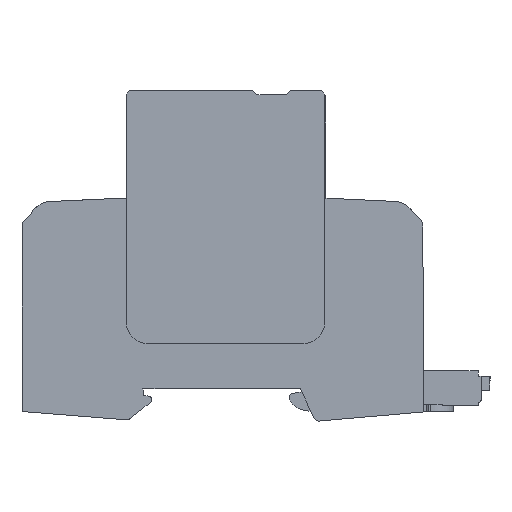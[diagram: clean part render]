
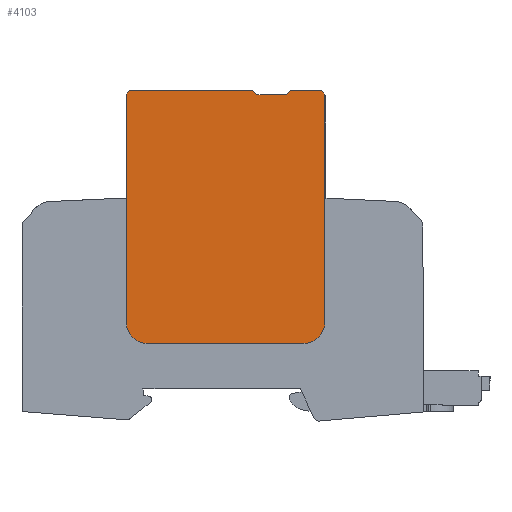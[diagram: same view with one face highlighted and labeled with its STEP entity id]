
A CAD part, left-side view. The second image highlights one B-rep face of the part: STEP entity #4103.
In plain terms, the highlighted planar face has unit normal (-1, 0, 0).
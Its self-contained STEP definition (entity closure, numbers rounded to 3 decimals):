
#906=AXIS2_PLACEMENT_3D('Circle Axis2P3D',#904,#905,$) ;
#920=AXIS2_PLACEMENT_3D('Circle Axis2P3D',#918,#919,$) ;
#967=AXIS2_PLACEMENT_3D('Circle Axis2P3D',#965,#966,$) ;
#974=AXIS2_PLACEMENT_3D('Circle Axis2P3D',#972,#973,$) ;
#4029=AXIS2_PLACEMENT_3D('Plane Axis2P3D',#4026,#4027,#4028) ;
#872=CARTESIAN_POINT('Line Origine',(0.25,37.101,36.272)) ;
#876=CARTESIAN_POINT('Vertex',(0.25,37.101,22.416)) ;
#878=CARTESIAN_POINT('Vertex',(0.25,37.101,50.127)) ;
#904=CARTESIAN_POINT('Axis2P3D Location',(0.25,42.101,22.416)) ;
#908=CARTESIAN_POINT('Vertex',(0.25,42.101,17.416)) ;
#910=CARTESIAN_POINT('Vertex',(0.25,38.101,19.416)) ;
#918=CARTESIAN_POINT('Axis2P3D Location',(0.25,42.101,22.416)) ;
#938=CARTESIAN_POINT('Line Origine',(0.25,59.457,17.416)) ;
#942=CARTESIAN_POINT('Vertex',(0.25,76.812,17.416)) ;
#965=CARTESIAN_POINT('Axis2P3D Location',(0.25,76.812,22.416)) ;
#969=CARTESIAN_POINT('Vertex',(0.25,80.812,19.416)) ;
#972=CARTESIAN_POINT('Axis2P3D Location',(0.25,76.812,22.416)) ;
#976=CARTESIAN_POINT('Vertex',(0.25,81.812,22.416)) ;
#1003=CARTESIAN_POINT('Vertex',(0.25,81.812,50.152)) ;
#1006=CARTESIAN_POINT('Line Origine',(0.25,81.812,36.284)) ;
#3012=CARTESIAN_POINT('Vertex',(0.25,37.101,73.536)) ;
#3015=CARTESIAN_POINT('Line Origine',(0.25,37.101,61.832)) ;
#4026=CARTESIAN_POINT('Axis2P3D Location',(0.25,59.812,7.416)) ;
#4031=CARTESIAN_POINT('Line Origine',(0.25,37.451,73.886)) ;
#4035=CARTESIAN_POINT('Vertex',(0.25,37.801,74.236)) ;
#4038=CARTESIAN_POINT('Line Origine',(0.25,41.301,74.236)) ;
#4042=CARTESIAN_POINT('Vertex',(0.25,44.8,74.236)) ;
#4045=CARTESIAN_POINT('Line Origine',(0.25,45.251,73.786)) ;
#4049=CARTESIAN_POINT('Vertex',(0.25,45.701,73.335)) ;
#4052=CARTESIAN_POINT('Line Origine',(0.25,49.051,73.335)) ;
#4056=CARTESIAN_POINT('Vertex',(0.25,52.401,73.335)) ;
#4059=CARTESIAN_POINT('Line Origine',(0.25,52.852,73.786)) ;
#4063=CARTESIAN_POINT('Vertex',(0.25,53.302,74.236)) ;
#4066=CARTESIAN_POINT('Line Origine',(0.25,67.207,74.236)) ;
#4070=CARTESIAN_POINT('Vertex',(0.25,81.112,74.236)) ;
#4073=CARTESIAN_POINT('Line Origine',(0.25,81.462,73.886)) ;
#4077=CARTESIAN_POINT('Vertex',(0.25,81.812,73.536)) ;
#4080=CARTESIAN_POINT('Line Origine',(0.25,81.812,61.844)) ;
#873=DIRECTION('Vector Direction',(0.,0.,-1.)) ;
#905=DIRECTION('Axis2P3D Direction',(-1.,0.,0.)) ;
#919=DIRECTION('Axis2P3D Direction',(-1.,0.,0.)) ;
#939=DIRECTION('Vector Direction',(0.,1.,0.)) ;
#966=DIRECTION('Axis2P3D Direction',(-1.,0.,0.)) ;
#973=DIRECTION('Axis2P3D Direction',(-1.,0.,0.)) ;
#1007=DIRECTION('Vector Direction',(0.,0.,1.)) ;
#3016=DIRECTION('Vector Direction',(0.,0.,1.)) ;
#4027=DIRECTION('Axis2P3D Direction',(-1.,0.,0.)) ;
#4028=DIRECTION('Axis2P3D XDirection',(0.,-1.,0.)) ;
#4032=DIRECTION('Vector Direction',(0.,0.707,0.707)) ;
#4039=DIRECTION('Vector Direction',(0.,-1.,0.)) ;
#4046=DIRECTION('Vector Direction',(0.,0.707,-0.707)) ;
#4053=DIRECTION('Vector Direction',(0.,1.,0.)) ;
#4060=DIRECTION('Vector Direction',(0.,0.707,0.707)) ;
#4067=DIRECTION('Vector Direction',(0.,-1.,0.)) ;
#4074=DIRECTION('Vector Direction',(0.,0.707,-0.707)) ;
#4081=DIRECTION('Vector Direction',(0.,0.,-1.)) ;
#874=VECTOR('Line Direction',#873,1.) ;
#940=VECTOR('Line Direction',#939,1.) ;
#1008=VECTOR('Line Direction',#1007,1.) ;
#3017=VECTOR('Line Direction',#3016,1.) ;
#4033=VECTOR('Line Direction',#4032,1.) ;
#4040=VECTOR('Line Direction',#4039,1.) ;
#4047=VECTOR('Line Direction',#4046,1.) ;
#4054=VECTOR('Line Direction',#4053,1.) ;
#4061=VECTOR('Line Direction',#4060,1.) ;
#4068=VECTOR('Line Direction',#4067,1.) ;
#4075=VECTOR('Line Direction',#4074,1.) ;
#4082=VECTOR('Line Direction',#4081,1.) ;
#4086=ORIENTED_EDGE('',*,*,#971,.T.) ;
#4087=ORIENTED_EDGE('',*,*,#944,.T.) ;
#4088=ORIENTED_EDGE('',*,*,#912,.T.) ;
#4089=ORIENTED_EDGE('',*,*,#922,.T.) ;
#4090=ORIENTED_EDGE('',*,*,#880,.T.) ;
#4091=ORIENTED_EDGE('',*,*,#3019,.T.) ;
#4092=ORIENTED_EDGE('',*,*,#4037,.T.) ;
#4093=ORIENTED_EDGE('',*,*,#4044,.T.) ;
#4094=ORIENTED_EDGE('',*,*,#4051,.T.) ;
#4095=ORIENTED_EDGE('',*,*,#4058,.T.) ;
#4096=ORIENTED_EDGE('',*,*,#4065,.T.) ;
#4097=ORIENTED_EDGE('',*,*,#4072,.T.) ;
#4098=ORIENTED_EDGE('',*,*,#4079,.T.) ;
#4099=ORIENTED_EDGE('',*,*,#4084,.T.) ;
#4100=ORIENTED_EDGE('',*,*,#1010,.T.) ;
#4101=ORIENTED_EDGE('',*,*,#978,.T.) ;
#4103=ADVANCED_FACE('VPU',(#4102),#4030,.T.) ;
#907=CIRCLE('generated circle',#906,5.) ;
#921=CIRCLE('generated circle',#920,5.) ;
#968=CIRCLE('generated circle',#967,5.) ;
#975=CIRCLE('generated circle',#974,5.) ;
#880=EDGE_CURVE('',#877,#879,#875,.F.) ;
#912=EDGE_CURVE('',#909,#911,#907,.T.) ;
#922=EDGE_CURVE('',#911,#877,#921,.T.) ;
#944=EDGE_CURVE('',#943,#909,#941,.F.) ;
#971=EDGE_CURVE('',#970,#943,#968,.T.) ;
#978=EDGE_CURVE('',#977,#970,#975,.T.) ;
#1010=EDGE_CURVE('',#1004,#977,#1009,.F.) ;
#3019=EDGE_CURVE('',#879,#3013,#3018,.T.) ;
#4037=EDGE_CURVE('',#3013,#4036,#4034,.T.) ;
#4044=EDGE_CURVE('',#4036,#4043,#4041,.F.) ;
#4051=EDGE_CURVE('',#4043,#4050,#4048,.T.) ;
#4058=EDGE_CURVE('',#4050,#4057,#4055,.T.) ;
#4065=EDGE_CURVE('',#4057,#4064,#4062,.T.) ;
#4072=EDGE_CURVE('',#4064,#4071,#4069,.F.) ;
#4079=EDGE_CURVE('',#4071,#4078,#4076,.T.) ;
#4084=EDGE_CURVE('',#4078,#1004,#4083,.T.) ;
#4085=EDGE_LOOP('',(#4086,#4087,#4088,#4089,#4090,#4091,#4092,#4093,#4094,#4095,#4096,#4097,#4098,#4099,#4100,#4101)) ;
#4102=FACE_OUTER_BOUND('',#4085,.T.) ;
#875=LINE('Line',#872,#874) ;
#941=LINE('Line',#938,#940) ;
#1009=LINE('Line',#1006,#1008) ;
#3018=LINE('Line',#3015,#3017) ;
#4034=LINE('Line',#4031,#4033) ;
#4041=LINE('Line',#4038,#4040) ;
#4048=LINE('Line',#4045,#4047) ;
#4055=LINE('Line',#4052,#4054) ;
#4062=LINE('Line',#4059,#4061) ;
#4069=LINE('Line',#4066,#4068) ;
#4076=LINE('Line',#4073,#4075) ;
#4083=LINE('Line',#4080,#4082) ;
#4030=PLANE('',#4029) ;
#877=VERTEX_POINT('',#876) ;
#879=VERTEX_POINT('',#878) ;
#909=VERTEX_POINT('',#908) ;
#911=VERTEX_POINT('',#910) ;
#943=VERTEX_POINT('',#942) ;
#970=VERTEX_POINT('',#969) ;
#977=VERTEX_POINT('',#976) ;
#1004=VERTEX_POINT('',#1003) ;
#3013=VERTEX_POINT('',#3012) ;
#4036=VERTEX_POINT('',#4035) ;
#4043=VERTEX_POINT('',#4042) ;
#4050=VERTEX_POINT('',#4049) ;
#4057=VERTEX_POINT('',#4056) ;
#4064=VERTEX_POINT('',#4063) ;
#4071=VERTEX_POINT('',#4070) ;
#4078=VERTEX_POINT('',#4077) ;
